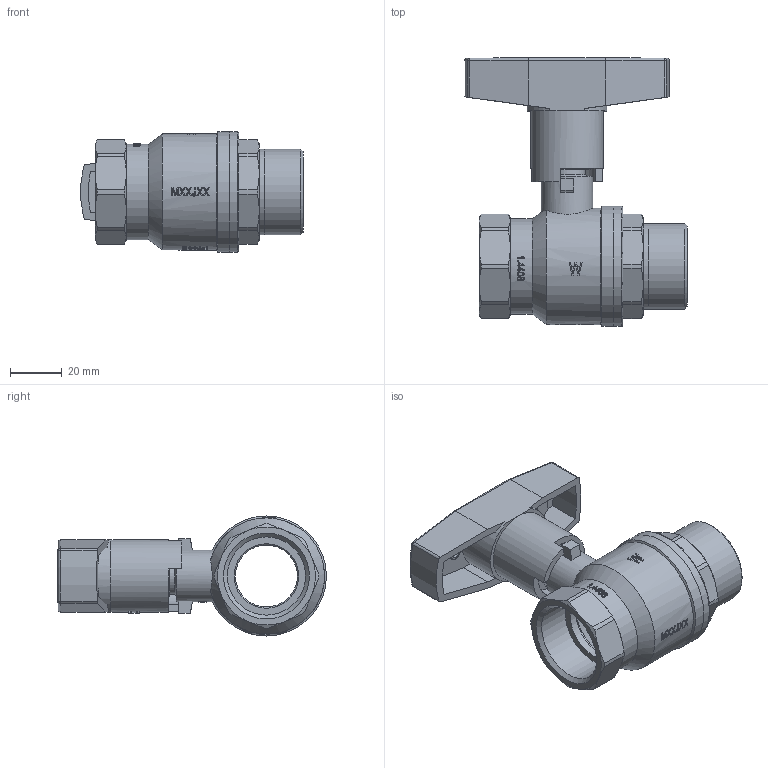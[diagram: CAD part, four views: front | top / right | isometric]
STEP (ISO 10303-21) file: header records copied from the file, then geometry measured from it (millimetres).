
FILE_DESCRIPTION(/* description */ ('Unknown','CAx-IF Rec.Pracs.---Representation and Presentation of Product Manufacturing Information (PMI)---4.0---2014-10-13','CAx-IF Rec.Pracs.---3D Tessellated Geometry---0.4---2014-09-14','2;1'),/* implementation_level */ '2;1');
FILE_NAME(/* name */ '9371-06',/* time_stamp */ '2024-02-19T11:54:40+01:00',/* author */ ('Unknown'),/* organization */ ('Unknown'),/* preprocessor_version */ 'ST-DEVELOPER v18.102',/* originating_system */ 'Solid Edge',/* authorisation */ 'Unknown');
FILE_SCHEMA (('AP242_MANAGED_MODEL_BASED_3D_ENGINEERING_MIM_LF { 1 0 10303 442 1 1 4 }'));
Length unit declared in the file: millimetre
Products named in the file (13): 9371-06; Assem1_oa_0; Kvrper__1; Einschraubteil; Stopfbuchse__1; Spindel-Zusammanbau__1; Spindeldichtung.2__1; Spindel-1; T-Griff 1; Schraube-m-imbus-1; T-Griff-Al-1-a; Abdeckkappe-3_8-1_1_2_0
Assembly tree (12 placements, depth 4):
  9371-06
    Assem1_oa_0
      Kvrper__1
      Einschraubteil
      Stopfbuchse__1
      Spindel-Zusammanbau__1
        Spindeldichtung.2__1
        Spindel-1
    T-Griff 1
      Schraube-m-imbus-1
        Schraube-m-imbus-1
      T-Griff-Al-1-a
      Abdeckkappe-3_8-1_1_2_0
Bounding box: 86.11 x 104.15 x 46.5 mm (x, y, z)
Volume: 77720 mm3; surface area: 47704.3 mm2
Topology: 8 solids, 8 shells, 1048 faces, 2849 edges, 1876 vertices
Faces by surface type: plane 862, cylinder 114, cone 61, torus 5, sphere 5, bspline 1
Full cylindrical faces by diameter (mm): 3.4 x2, 5.4 x4, 8.5 x1, 10 x2, 10.2 x1, 10.3 x1, 14 x2, 14.376 x1, 14.5 x2, 15 x1, 16 x1, 18.1 x1, 20 x1, 22.5 x1, 24 x1, 25 x2, 28 x1, 30.291 x1, 33 x2, 33.249 x1, 33.25 x1, 37 x1, 38.376 x1, 40 x1, 41 x1, 44.2 x1, 45 x1, 46.5 x2
Entity records: 33773 total; most frequent: CARTESIAN_POINT 6456, DIRECTION 5988, ORIENTED_EDGE 5494, EDGE_CURVE 2747, AXIS2_PLACEMENT_3D 2262, VERTEX_POINT 1845, LINE 1464, VECTOR 1464
